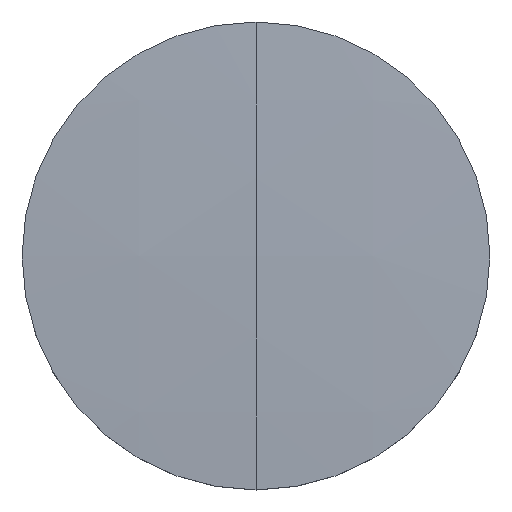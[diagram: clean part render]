
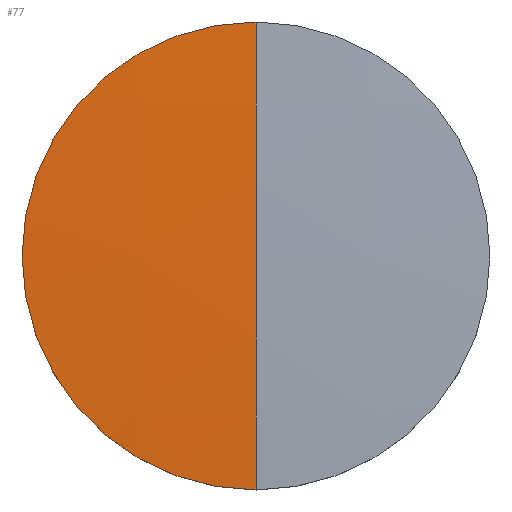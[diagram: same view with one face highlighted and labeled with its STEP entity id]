
A CAD part, top view. The second image highlights one B-rep face of the part: STEP entity #77.
In plain terms, the highlighted spherical face has radius 250 mm.
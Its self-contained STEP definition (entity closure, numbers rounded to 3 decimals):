
#16 = DIRECTION ( 'NONE',  ( 1., 0., 0. ) ) ;
#29 = EDGE_LOOP ( 'NONE', ( #30, #94, #48, #65 ) ) ;
#30 = ORIENTED_EDGE ( 'NONE', *, *, #92, .T. ) ;
#43 = EDGE_CURVE ( 'NONE', #60, #64, #145, .T. ) ;
#46 = EDGE_CURVE ( 'NONE', #68, #47, #154, .T. ) ;
#47 = VERTEX_POINT ( 'NONE', #183 ) ;
#48 = ORIENTED_EDGE ( 'NONE', *, *, #88, .T. ) ;
#60 = VERTEX_POINT ( 'NONE', #138 ) ;
#64 = VERTEX_POINT ( 'NONE', #139 ) ;
#65 = ORIENTED_EDGE ( 'NONE', *, *, #43, .F. ) ;
#68 = VERTEX_POINT ( 'NONE', #121 ) ;
#77 = ADVANCED_FACE ( 'NONE', ( #188 ), #222, .T. ) ;
#88 = EDGE_CURVE ( 'NONE', #47, #64, #229, .T. ) ;
#92 = EDGE_CURVE ( 'NONE', #60, #68, #256, .T. ) ;
#94 = ORIENTED_EDGE ( 'NONE', *, *, #46, .T. ) ;
#121 = CARTESIAN_POINT ( 'NONE',  ( -12.7, 0., 1.537 ) ) ;
#127 = AXIS2_PLACEMENT_3D ( 'NONE', #143, #144, #152 ) ;
#131 = DIRECTION ( 'NONE',  ( 1., 0., 0. ) ) ;
#133 = AXIS2_PLACEMENT_3D ( 'NONE', #174, #131, #163 ) ;
#138 = CARTESIAN_POINT ( 'NONE',  ( 0., 12.7, 1.537 ) ) ;
#139 = CARTESIAN_POINT ( 'NONE',  ( 0., 0., 1.86 ) ) ;
#143 = CARTESIAN_POINT ( 'NONE',  ( 0., 0., 1.537 ) ) ;
#144 = DIRECTION ( 'NONE',  ( 0., 0., 1. ) ) ;
#145 = CIRCLE ( 'NONE', #133, 250. ) ;
#152 = DIRECTION ( 'NONE',  ( 1., 0., 0. ) ) ;
#154 = CIRCLE ( 'NONE', #127, 12.7 ) ;
#163 = DIRECTION ( 'NONE',  ( 0., 0., -1. ) ) ;
#174 = CARTESIAN_POINT ( 'NONE',  ( 0., 0., -248.14 ) ) ;
#183 = CARTESIAN_POINT ( 'NONE',  ( 0., -12.7, 1.537 ) ) ;
#188 = FACE_OUTER_BOUND ( 'NONE', #29, .T. ) ;
#192 = DIRECTION ( 'NONE',  ( 0., 1., 0. ) ) ;
#213 = CARTESIAN_POINT ( 'NONE',  ( 0., 0., -248.14 ) ) ;
#214 = AXIS2_PLACEMENT_3D ( 'NONE', #213, #259, #192 ) ;
#222 = SPHERICAL_SURFACE ( 'NONE', #214, 250. ) ;
#225 = DIRECTION ( 'NONE',  ( 0., -1., 0. ) ) ;
#226 = DIRECTION ( 'NONE',  ( -1., 0., 0. ) ) ;
#227 = CARTESIAN_POINT ( 'NONE',  ( 0., 0., -248.14 ) ) ;
#228 = AXIS2_PLACEMENT_3D ( 'NONE', #227, #226, #225 ) ;
#229 = CIRCLE ( 'NONE', #228, 250. ) ;
#253 = DIRECTION ( 'NONE',  ( 0., 0., 1. ) ) ;
#254 = CARTESIAN_POINT ( 'NONE',  ( 0., 0., 1.537 ) ) ;
#255 = AXIS2_PLACEMENT_3D ( 'NONE', #254, #253, #16 ) ;
#256 = CIRCLE ( 'NONE', #255, 12.7 ) ;
#259 = DIRECTION ( 'NONE',  ( -1., 0., 0. ) ) ;
